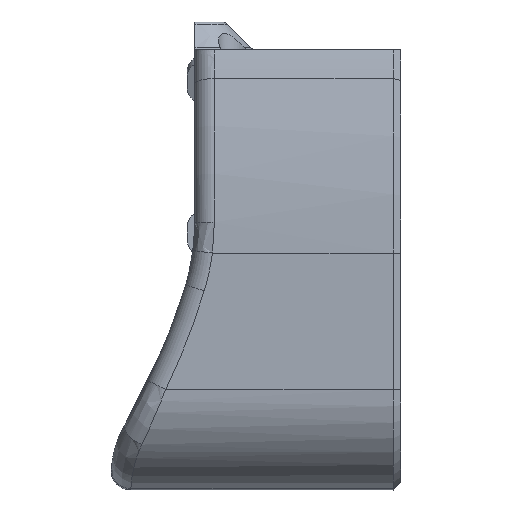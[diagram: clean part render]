
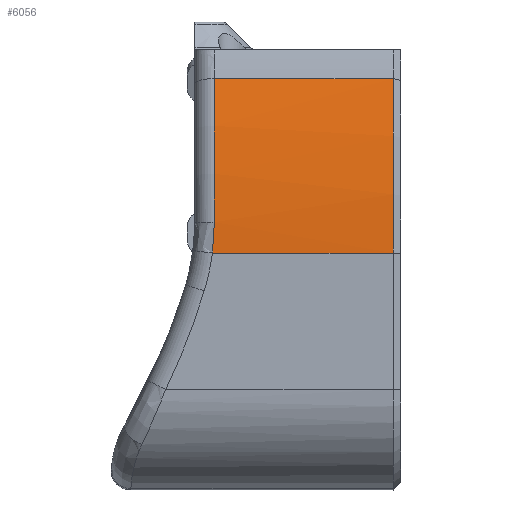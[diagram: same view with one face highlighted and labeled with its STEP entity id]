
A CAD part, left-side view. The second image highlights one B-rep face of the part: STEP entity #6056.
In plain terms, the highlighted cylindrical face has radius 90.29 mm (diameter 180.58 mm), a partial arc.
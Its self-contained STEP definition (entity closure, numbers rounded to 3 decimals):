
#320=LINE('',#11527,#569);
#406=LINE('',#16272,#655);
#569=VECTOR('',#7315,1000.);
#655=VECTOR('',#7849,1000.);
#829=CIRCLE('',#6374,90.29);
#970=CIRCLE('',#6629,90.29);
#1045=CYLINDRICAL_SURFACE('',#6630,90.29);
#1346=FACE_OUTER_BOUND('',#1701,.T.);
#1701=EDGE_LOOP('',(#5259,#5260,#5261,#5262,#5263));
#1910=B_SPLINE_CURVE_WITH_KNOTS('',3,(#11098,#11099,#11100,#11101),
 .UNSPECIFIED.,.F.,.F.,(4,4),(0.,1.),.UNSPECIFIED.);
#2458=VERTEX_POINT('',#11095);
#2459=VERTEX_POINT('',#11097);
#2485=VERTEX_POINT('',#11400);
#2502=VERTEX_POINT('',#11480);
#2507=VERTEX_POINT('',#11491);
#3151=EDGE_CURVE('',#2458,#2459,#1910,.T.);
#3197=EDGE_CURVE('',#2459,#2485,#829,.T.);
#3237=EDGE_CURVE('',#2485,#2502,#320,.T.);
#3614=EDGE_CURVE('',#2458,#2507,#406,.T.);
#3622=EDGE_CURVE('',#2502,#2507,#970,.T.);
#5259=ORIENTED_EDGE('',*,*,#3622,.F.);
#5260=ORIENTED_EDGE('',*,*,#3237,.F.);
#5261=ORIENTED_EDGE('',*,*,#3197,.F.);
#5262=ORIENTED_EDGE('',*,*,#3151,.F.);
#5263=ORIENTED_EDGE('',*,*,#3614,.T.);
#6056=ADVANCED_FACE('',(#1346),#1045,.T.);
#6374=AXIS2_PLACEMENT_3D('',#11401,#7244,#7245);
#6629=AXIS2_PLACEMENT_3D('',#16320,#7864,#7865);
#6630=AXIS2_PLACEMENT_3D('',#16321,#7866,#7867);
#7244=DIRECTION('center_axis',(0.,1.,0.));
#7245=DIRECTION('ref_axis',(-0.966,0.,0.257));
#7315=DIRECTION('',(0.,-1.,0.));
#7849=DIRECTION('',(0.,-1.,0.));
#7864=DIRECTION('center_axis',(0.,-1.,0.));
#7865=DIRECTION('ref_axis',(-0.966,0.,0.257));
#7866=DIRECTION('center_axis',(0.,1.,0.));
#7867=DIRECTION('ref_axis',(-0.966,0.,0.257));
#11095=CARTESIAN_POINT('',(-30.29,-2.342,13.566));
#11097=CARTESIAN_POINT('',(-30.197,-2.6,17.675));
#11098=CARTESIAN_POINT('Ctrl Pts',(-30.29,-2.342,
13.566));
#11099=CARTESIAN_POINT('Ctrl Pts',(-30.29,-2.514,
14.928));
#11100=CARTESIAN_POINT('Ctrl Pts',(-30.259,-2.6,
16.302));
#11101=CARTESIAN_POINT('Ctrl Pts',(-30.197,-2.6,
17.675));
#11400=CARTESIAN_POINT('',(-27.258,-2.6,36.77));
#11401=CARTESIAN_POINT('Origin',(60.,-2.6,13.566));
#11480=CARTESIAN_POINT('',(-27.258,-26.4,36.77));
#11491=CARTESIAN_POINT('',(-30.29,-26.4,13.566));
#11527=CARTESIAN_POINT('',(-27.258,-1.6,36.77));
#16272=CARTESIAN_POINT('',(-30.29,-1.6,13.566));
#16320=CARTESIAN_POINT('Origin',(60.,-26.4,13.566));
#16321=CARTESIAN_POINT('Origin',(60.,-26.7,13.566));
